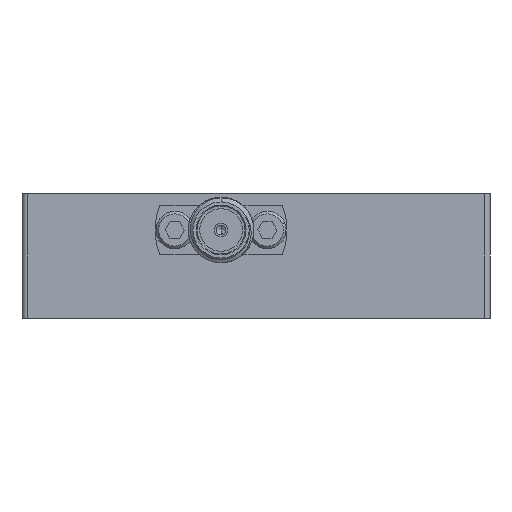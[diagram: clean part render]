
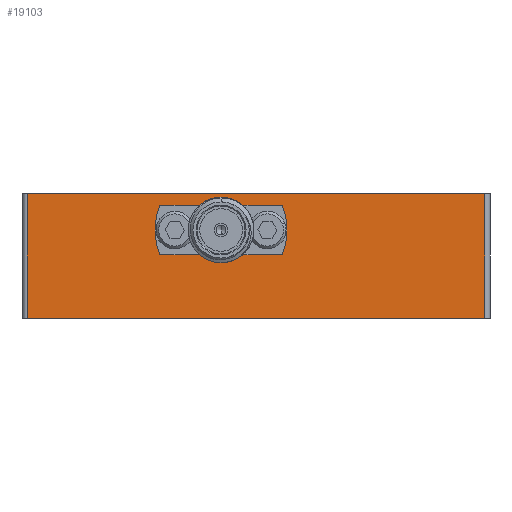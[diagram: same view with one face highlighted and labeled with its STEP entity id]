
A CAD part, front view. The second image highlights one B-rep face of the part: STEP entity #19103.
In plain terms, the highlighted planar face has unit normal (0, -1, 0).
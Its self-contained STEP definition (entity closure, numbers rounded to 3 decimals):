
#149 = CARTESIAN_POINT ( 'NONE',  ( -7.884, -30.442, -3.5 ) ) ;
#398 = VECTOR ( 'NONE', #32913, 1000. ) ;
#420 = EDGE_LOOP ( 'NONE', ( #39344, #47372 ) ) ;
#2027 = CARTESIAN_POINT ( 'NONE',  ( -0.434, -30.442, -1.9 ) ) ;
#2614 = ORIENTED_EDGE ( 'NONE', *, *, #50719, .F. ) ;
#3304 = FACE_BOUND ( 'NONE', #44157, .T. ) ;
#3522 = LINE ( 'NONE', #38238, #6811 ) ;
#3753 = DIRECTION ( 'NONE',  ( 0., 0., -1. ) ) ;
#3909 = CARTESIAN_POINT ( 'NONE',  ( -1.234, -30.442, -1.1 ) ) ;
#4986 = ORIENTED_EDGE ( 'NONE', *, *, #66296, .F. ) ;
#5062 = DIRECTION ( 'NONE',  ( -1., 0., 0. ) ) ;
#6811 = VECTOR ( 'NONE', #27174, 1000. ) ;
#6864 = AXIS2_PLACEMENT_3D ( 'NONE', #19751, #73331, #37499 ) ;
#7260 = CARTESIAN_POINT ( 'NONE',  ( -0.434, -30.442, -5.1 ) ) ;
#7330 = CARTESIAN_POINT ( 'NONE',  ( 21.926, -30.442, -12. ) ) ;
#7572 = LINE ( 'NONE', #25315, #10956 ) ;
#8225 = CIRCLE ( 'NONE', #14541, 1.092 ) ;
#9593 = CARTESIAN_POINT ( 'NONE',  ( -22.074, -30.442, -12. ) ) ;
#9600 = FACE_BOUND ( 'NONE', #420, .T. ) ;
#10128 = VERTEX_POINT ( 'NONE', #2027 ) ;
#10148 = VERTEX_POINT ( 'NONE', #26072 ) ;
#10956 = VECTOR ( 'NONE', #19791, 1000. ) ;
#11125 = DIRECTION ( 'NONE',  ( 0., -1., 0. ) ) ;
#11537 = VERTEX_POINT ( 'NONE', #29079 ) ;
#11759 = DIRECTION ( 'NONE',  ( 1., 0., 0. ) ) ;
#14331 = CIRCLE ( 'NONE', #50879, 0.8 ) ;
#14541 = AXIS2_PLACEMENT_3D ( 'NONE', #149, #24186, #48223 ) ;
#15549 = EDGE_CURVE ( 'NONE', #55601, #47498, #63495, .T. ) ;
#16737 = CARTESIAN_POINT ( 'NONE',  ( -7.884, -30.442, -3.5 ) ) ;
#19103 = ADVANCED_FACE ( 'NONE', ( #57314, #3304, #9600, #38424 ), #26966, .F. ) ;
#19420 = CIRCLE ( 'NONE', #6864, 0.8 ) ;
#19473 = VECTOR ( 'NONE', #50849, 1000. ) ;
#19751 = CARTESIAN_POINT ( 'NONE',  ( -1.234, -30.442, -1.9 ) ) ;
#19791 = DIRECTION ( 'NONE',  ( 1., 0., 0. ) ) ;
#20033 = ORIENTED_EDGE ( 'NONE', *, *, #25165, .F. ) ;
#20697 = AXIS2_PLACEMENT_3D ( 'NONE', #76782, #22803, #5062 ) ;
#22005 = VERTEX_POINT ( 'NONE', #39399 ) ;
#22791 = ORIENTED_EDGE ( 'NONE', *, *, #45443, .F. ) ;
#22803 = DIRECTION ( 'NONE',  ( 0., -1., 0. ) ) ;
#22866 = ORIENTED_EDGE ( 'NONE', *, *, #54191, .F. ) ;
#23025 = DIRECTION ( 'NONE',  ( 0., -1., 0. ) ) ;
#23600 = CARTESIAN_POINT ( 'NONE',  ( -22.074, -30.442, 0. ) ) ;
#23634 = CIRCLE ( 'NONE', #73989, 0.8 ) ;
#24138 = DIRECTION ( 'NONE',  ( 1., 0., 0. ) ) ;
#24186 = DIRECTION ( 'NONE',  ( 0., -1., 0. ) ) ;
#24756 = CARTESIAN_POINT ( 'NONE',  ( -5.634, -30.442, -5.1 ) ) ;
#25165 = EDGE_CURVE ( 'NONE', #22005, #35203, #30096, .T. ) ;
#25315 = CARTESIAN_POINT ( 'NONE',  ( -5.634, -30.442, -5.9 ) ) ;
#26072 = CARTESIAN_POINT ( 'NONE',  ( 21.926, -30.442, -12. ) ) ;
#26616 = VERTEX_POINT ( 'NONE', #34667 ) ;
#26679 = ORIENTED_EDGE ( 'NONE', *, *, #37345, .F. ) ;
#26966 = PLANE ( 'NONE',  #66414 ) ;
#27109 = AXIS2_PLACEMENT_3D ( 'NONE', #65106, #11125, #35157 ) ;
#27174 = DIRECTION ( 'NONE',  ( -1., 0., 0. ) ) ;
#27352 = DIRECTION ( 'NONE',  ( 0., 1., 0. ) ) ;
#28156 = DIRECTION ( 'NONE',  ( -1., 0., 0. ) ) ;
#29079 = CARTESIAN_POINT ( 'NONE',  ( -1.234, -30.442, -5.9 ) ) ;
#29652 = EDGE_CURVE ( 'NONE', #47498, #55601, #44305, .T. ) ;
#29657 = EDGE_CURVE ( 'NONE', #46244, #71374, #63195, .T. ) ;
#30096 = LINE ( 'NONE', #65556, #68926 ) ;
#31315 = ORIENTED_EDGE ( 'NONE', *, *, #38396, .F. ) ;
#32661 = CARTESIAN_POINT ( 'NONE',  ( 0.007, -30.442, -3.918 ) ) ;
#32913 = DIRECTION ( 'NONE',  ( 1., 0., 0. ) ) ;
#33236 = DIRECTION ( 'NONE',  ( 0., 0., 1. ) ) ;
#33638 = CARTESIAN_POINT ( 'NONE',  ( 21.926, -30.442, 0. ) ) ;
#33784 = ORIENTED_EDGE ( 'NONE', *, *, #70402, .F. ) ;
#33785 = EDGE_CURVE ( 'NONE', #22005, #56796, #59472, .T. ) ;
#34555 = EDGE_CURVE ( 'NONE', #10128, #38498, #19420, .T. ) ;
#34667 = CARTESIAN_POINT ( 'NONE',  ( -5.634, -30.442, -5.9 ) ) ;
#35157 = DIRECTION ( 'NONE',  ( 1., 0., 0. ) ) ;
#35203 = VERTEX_POINT ( 'NONE', #42829 ) ;
#35224 = DIRECTION ( 'NONE',  ( 1., 0., 0. ) ) ;
#35915 = EDGE_LOOP ( 'NONE', ( #2614, #4986, #33784, #22791, #73721, #52455, #26679, #64537 ) ) ;
#37345 = EDGE_CURVE ( 'NONE', #38498, #69331, #3522, .T. ) ;
#37499 = DIRECTION ( 'NONE',  ( -1., 0., 0. ) ) ;
#38238 = CARTESIAN_POINT ( 'NONE',  ( -5.634, -30.442, -1.1 ) ) ;
#38396 = EDGE_CURVE ( 'NONE', #71374, #46244, #8225, .T. ) ;
#38424 = FACE_BOUND ( 'NONE', #35915, .T. ) ;
#38498 = VERTEX_POINT ( 'NONE', #3909 ) ;
#39344 = ORIENTED_EDGE ( 'NONE', *, *, #15549, .F. ) ;
#39399 = CARTESIAN_POINT ( 'NONE',  ( -22.074, -30.442, 0. ) ) ;
#39936 = CARTESIAN_POINT ( 'NONE',  ( -0.434, -30.442, -1.9 ) ) ;
#41282 = EDGE_LOOP ( 'NONE', ( #22866, #20033, #45613, #56204 ) ) ;
#42538 = CARTESIAN_POINT ( 'NONE',  ( 2.025, -30.442, -3.082 ) ) ;
#42683 = DIRECTION ( 'NONE',  ( 0., -1., 0. ) ) ;
#42829 = CARTESIAN_POINT ( 'NONE',  ( 21.926, -30.442, 0. ) ) ;
#43385 = VERTEX_POINT ( 'NONE', #53828 ) ;
#44068 = VECTOR ( 'NONE', #3753, 1000. ) ;
#44157 = EDGE_LOOP ( 'NONE', ( #54992, #31315 ) ) ;
#44305 = CIRCLE ( 'NONE', #71960, 1.092 ) ;
#44945 = CARTESIAN_POINT ( 'NONE',  ( -6.434, -30.442, -1.9 ) ) ;
#45443 = EDGE_CURVE ( 'NONE', #43385, #26616, #14331, .T. ) ;
#45613 = ORIENTED_EDGE ( 'NONE', *, *, #33785, .T. ) ;
#46244 = VERTEX_POINT ( 'NONE', #46880 ) ;
#46880 = CARTESIAN_POINT ( 'NONE',  ( -6.875, -30.442, -3.082 ) ) ;
#47068 = DIRECTION ( 'NONE',  ( -1., 0., 0. ) ) ;
#47372 = ORIENTED_EDGE ( 'NONE', *, *, #29652, .F. ) ;
#47498 = VERTEX_POINT ( 'NONE', #32661 ) ;
#48223 = DIRECTION ( 'NONE',  ( -1., 0., 0. ) ) ;
#48966 = CARTESIAN_POINT ( 'NONE',  ( -5.634, -30.442, -1.9 ) ) ;
#50719 = EDGE_CURVE ( 'NONE', #73287, #10128, #71045, .T. ) ;
#50849 = DIRECTION ( 'NONE',  ( 0., 0., -1. ) ) ;
#50879 = AXIS2_PLACEMENT_3D ( 'NONE', #24756, #73607, #11759 ) ;
#51254 = VECTOR ( 'NONE', #33236, 1000. ) ;
#51572 = EDGE_CURVE ( 'NONE', #69331, #62510, #23634, .T. ) ;
#52455 = ORIENTED_EDGE ( 'NONE', *, *, #51572, .F. ) ;
#52989 = CARTESIAN_POINT ( 'NONE',  ( 1.016, -30.442, -3.5 ) ) ;
#53828 = CARTESIAN_POINT ( 'NONE',  ( -6.434, -30.442, -5.1 ) ) ;
#54191 = EDGE_CURVE ( 'NONE', #35203, #10148, #69947, .T. ) ;
#54350 = DIRECTION ( 'NONE',  ( 0., 0., -1. ) ) ;
#54992 = ORIENTED_EDGE ( 'NONE', *, *, #29657, .F. ) ;
#55601 = VERTEX_POINT ( 'NONE', #42538 ) ;
#56204 = ORIENTED_EDGE ( 'NONE', *, *, #61671, .T. ) ;
#56772 = LINE ( 'NONE', #44945, #19473 ) ;
#56796 = VERTEX_POINT ( 'NONE', #9593 ) ;
#56925 = DIRECTION ( 'NONE',  ( 1., 0., 0. ) ) ;
#57314 = FACE_OUTER_BOUND ( 'NONE', #41282, .T. ) ;
#57766 = CARTESIAN_POINT ( 'NONE',  ( 21.926, -30.442, 0. ) ) ;
#57846 = CARTESIAN_POINT ( 'NONE',  ( -6.434, -30.442, -1.9 ) ) ;
#59472 = LINE ( 'NONE', #23600, #70933 ) ;
#59857 = CIRCLE ( 'NONE', #27109, 0.8 ) ;
#61671 = EDGE_CURVE ( 'NONE', #56796, #10148, #73531, .T. ) ;
#62510 = VERTEX_POINT ( 'NONE', #57846 ) ;
#63195 = CIRCLE ( 'NONE', #70716, 1.092 ) ;
#63495 = CIRCLE ( 'NONE', #20697, 1.092 ) ;
#64537 = ORIENTED_EDGE ( 'NONE', *, *, #34555, .F. ) ;
#65106 = CARTESIAN_POINT ( 'NONE',  ( -1.234, -30.442, -5.1 ) ) ;
#65299 = EDGE_CURVE ( 'NONE', #62510, #43385, #56772, .T. ) ;
#65556 = CARTESIAN_POINT ( 'NONE',  ( 21.926, -30.442, 0. ) ) ;
#66296 = EDGE_CURVE ( 'NONE', #11537, #73287, #59857, .T. ) ;
#66414 = AXIS2_PLACEMENT_3D ( 'NONE', #33638, #27352, #56925 ) ;
#68926 = VECTOR ( 'NONE', #35224, 1000. ) ;
#69331 = VERTEX_POINT ( 'NONE', #71104 ) ;
#69947 = LINE ( 'NONE', #57766, #44068 ) ;
#70402 = EDGE_CURVE ( 'NONE', #26616, #11537, #7572, .T. ) ;
#70716 = AXIS2_PLACEMENT_3D ( 'NONE', #16737, #23025, #47068 ) ;
#70933 = VECTOR ( 'NONE', #54350, 1000. ) ;
#71045 = LINE ( 'NONE', #39936, #51254 ) ;
#71104 = CARTESIAN_POINT ( 'NONE',  ( -5.634, -30.442, -1.1 ) ) ;
#71374 = VERTEX_POINT ( 'NONE', #75797 ) ;
#71960 = AXIS2_PLACEMENT_3D ( 'NONE', #52989, #77010, #28156 ) ;
#73287 = VERTEX_POINT ( 'NONE', #7260 ) ;
#73331 = DIRECTION ( 'NONE',  ( 0., -1., 0. ) ) ;
#73531 = LINE ( 'NONE', #7330, #398 ) ;
#73607 = DIRECTION ( 'NONE',  ( 0., -1., 0. ) ) ;
#73721 = ORIENTED_EDGE ( 'NONE', *, *, #65299, .F. ) ;
#73989 = AXIS2_PLACEMENT_3D ( 'NONE', #48966, #42683, #24138 ) ;
#75797 = CARTESIAN_POINT ( 'NONE',  ( -8.893, -30.442, -3.918 ) ) ;
#76782 = CARTESIAN_POINT ( 'NONE',  ( 1.016, -30.442, -3.5 ) ) ;
#77010 = DIRECTION ( 'NONE',  ( 0., -1., 0. ) ) ;
